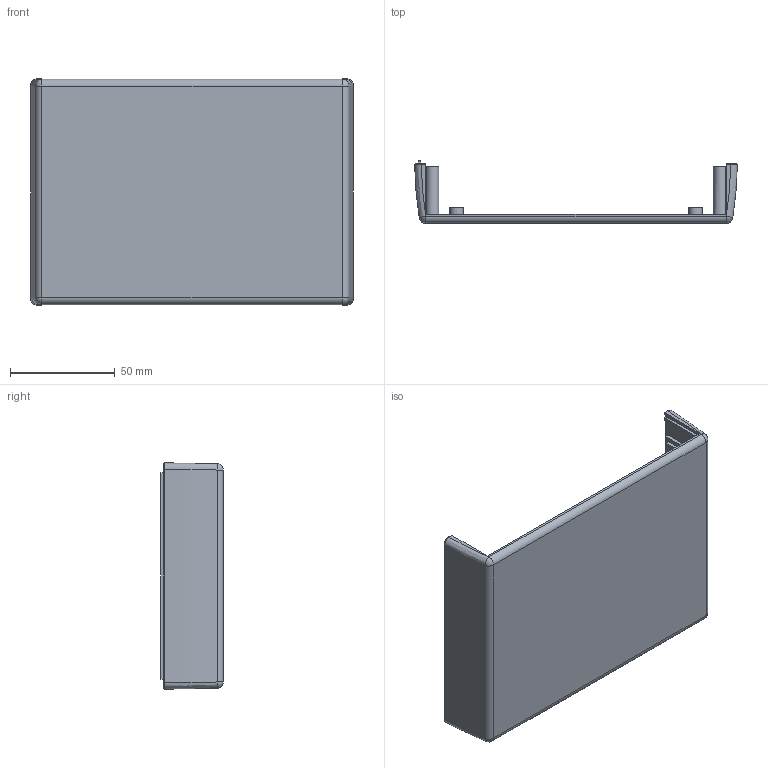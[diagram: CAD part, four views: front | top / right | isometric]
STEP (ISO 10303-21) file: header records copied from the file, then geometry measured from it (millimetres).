
FILE_DESCRIPTION((''),'2;1');
FILE_NAME('LH64-TC','2005-08-05T',('ted'),(''),'PRO/ENGINEER BY PARAMETRIC TECHNOLOGY CORPORATION, 2003090','PRO/ENGINEER BY PARAMETRIC TECHNOLOGY CORPORATION, 2003090','');
FILE_SCHEMA(('CONFIG_CONTROL_DESIGN'));
Length unit declared in the file: inch
Products named in the file (1): LH64-TC
Bounding box: 154.42 x 29.84 x 108.2 mm (x, y, z)
Volume: 70902.8 mm3; surface area: 49895.2 mm2
Topology: 1 solids, 1 shells, 390 faces, 1066 edges, 704 vertices
Faces by surface type: plane 340, cylinder 38, bspline 4, sphere 4, extrusion 4
Entity records: 12349 total; most frequent: CARTESIAN_POINT 2423, ORIENTED_EDGE 2124, DIRECTION 1882, EDGE_CURVE 1062, VECTOR 966, LINE 962, VERTEX_POINT 704, AXIS2_PLACEMENT_3D 458
